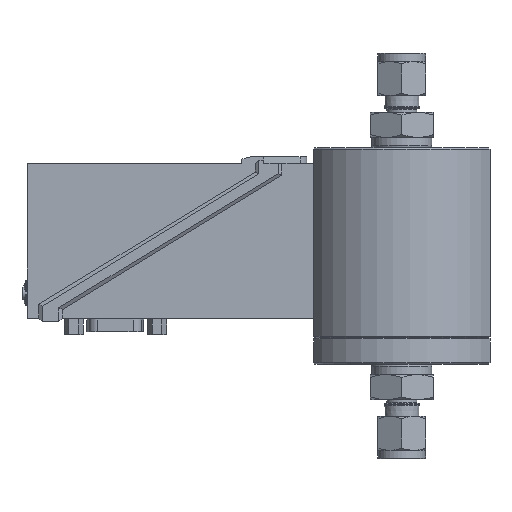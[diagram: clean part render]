
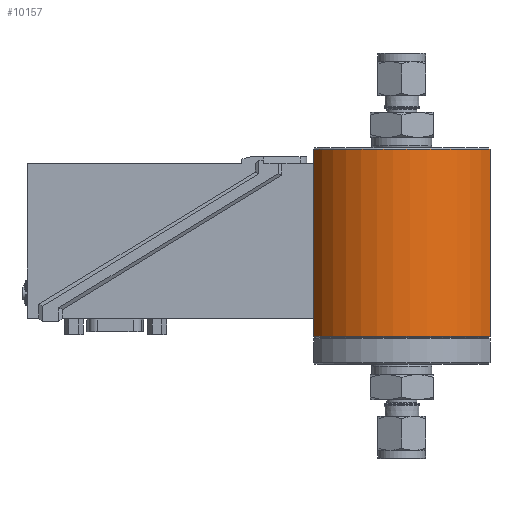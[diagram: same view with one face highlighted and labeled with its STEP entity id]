
A CAD part, left-side view. The second image highlights one B-rep face of the part: STEP entity #10157.
In plain terms, the highlighted cylindrical face has radius 29.5 mm (diameter 59 mm), a partial arc.
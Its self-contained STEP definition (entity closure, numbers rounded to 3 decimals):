
#1275=FACE_OUTER_BOUND('',#1927,.T.);
#1927=EDGE_LOOP('',(#8250,#8251,#8252,#8253));
#2487=CIRCLE('',#10982,29.5);
#2488=CIRCLE('',#10987,29.5);
#3039=LINE('',#22590,#3809);
#3040=LINE('',#22593,#3810);
#3809=VECTOR('',#12854,10.);
#3810=VECTOR('',#12857,10.);
#4769=VERTEX_POINT('',#22564);
#4770=VERTEX_POINT('',#22569);
#4771=VERTEX_POINT('',#22589);
#4772=VERTEX_POINT('',#22591);
#6001=EDGE_CURVE('',#4769,#4770,#2487,.T.);
#6007=EDGE_CURVE('',#4769,#4771,#3039,.T.);
#6008=EDGE_CURVE('',#4772,#4771,#2488,.T.);
#6009=EDGE_CURVE('',#4770,#4772,#3040,.T.);
#8250=ORIENTED_EDGE('',*,*,#6001,.F.);
#8251=ORIENTED_EDGE('',*,*,#6007,.T.);
#8252=ORIENTED_EDGE('',*,*,#6008,.F.);
#8253=ORIENTED_EDGE('',*,*,#6009,.F.);
#9773=CYLINDRICAL_SURFACE('',#10986,29.5);
#10157=ADVANCED_FACE('',(#1275),#9773,.T.);
#10982=AXIS2_PLACEMENT_3D('',#22570,#12842,#12843);
#10986=AXIS2_PLACEMENT_3D('',#22588,#12852,#12853);
#10987=AXIS2_PLACEMENT_3D('',#22592,#12855,#12856);
#12842=DIRECTION('center_axis',(0.,0.,-1.));
#12843=DIRECTION('ref_axis',(-1.,0.,0.));
#12852=DIRECTION('center_axis',(0.,0.,1.));
#12853=DIRECTION('ref_axis',(-1.,0.,0.));
#12854=DIRECTION('',(0.,0.,1.));
#12855=DIRECTION('center_axis',(0.,0.,1.));
#12856=DIRECTION('ref_axis',(-1.,0.,0.));
#12857=DIRECTION('',(0.,0.,1.));
#22564=CARTESIAN_POINT('',(-12.961,-26.5,0.4));
#22569=CARTESIAN_POINT('',(-12.961,26.5,0.4));
#22570=CARTESIAN_POINT('Origin',(0.,0.,0.4));
#22588=CARTESIAN_POINT('Origin',(0.,0.,0.));
#22589=CARTESIAN_POINT('',(-12.961,-26.5,56.6));
#22590=CARTESIAN_POINT('',(-12.961,-26.5,0.));
#22591=CARTESIAN_POINT('',(-12.961,26.5,56.6));
#22592=CARTESIAN_POINT('Origin',(0.,0.,56.6));
#22593=CARTESIAN_POINT('',(-12.961,26.5,0.));
